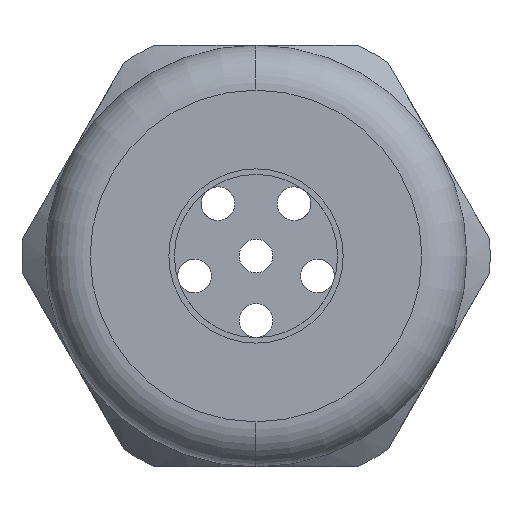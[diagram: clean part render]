
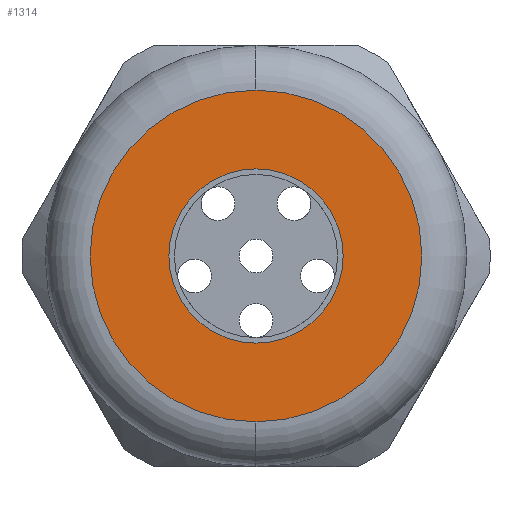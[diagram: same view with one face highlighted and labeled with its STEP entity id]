
A CAD part, left-side view. The second image highlights one B-rep face of the part: STEP entity #1314.
In plain terms, the highlighted planar face has unit normal (-1, 0, 0).
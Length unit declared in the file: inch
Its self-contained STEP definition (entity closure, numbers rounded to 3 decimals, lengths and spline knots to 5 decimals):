
#539 = VERTEX_POINT ( 'NONE', #2793 ) ;
#541 = EDGE_CURVE ( 'NONE', #542, #539, #2792, .T. ) ;
#542 = VERTEX_POINT ( 'NONE', #2787 ) ;
#566 = EDGE_CURVE ( 'NONE', #594, #567, #2798, .T. ) ;
#567 = VERTEX_POINT ( 'NONE', #2794 ) ;
#594 = VERTEX_POINT ( 'NONE', #2872 ) ;
#1241 = EDGE_CURVE ( 'NONE', #567, #594, #4159, .T. ) ;
#1242 = ORIENTED_EDGE ( 'NONE', *, *, #566, .T. ) ;
#1314 = ADVANCED_FACE ( 'NONE', ( #4287, #4286 ), #4285, .T. ) ;
#1315 = EDGE_LOOP ( 'NONE', ( #1316, #1317 ) ) ;
#1316 = ORIENTED_EDGE ( 'NONE', *, *, #541, .T. ) ;
#1317 = ORIENTED_EDGE ( 'NONE', *, *, #1318, .T. ) ;
#1318 = EDGE_CURVE ( 'NONE', #539, #542, #4280, .T. ) ;
#1319 = EDGE_LOOP ( 'NONE', ( #1320, #1242 ) ) ;
#1320 = ORIENTED_EDGE ( 'NONE', *, *, #1241, .T. ) ;
#2787 = CARTESIAN_POINT ( 'NONE',  ( -1.18, 0., 0.295 ) ) ;
#2788 = DIRECTION ( 'NONE',  ( 0., 0., 1. ) ) ;
#2789 = DIRECTION ( 'NONE',  ( -1., 0., 0. ) ) ;
#2790 = CARTESIAN_POINT ( 'NONE',  ( -1.18, 0., 0. ) ) ;
#2791 = AXIS2_PLACEMENT_3D ( 'NONE', #2790, #2789, #2788 ) ;
#2792 = CIRCLE ( 'NONE', #2791, 0.295 ) ;
#2793 = CARTESIAN_POINT ( 'NONE',  ( -1.18, 0., -0.295 ) ) ;
#2794 = CARTESIAN_POINT ( 'NONE',  ( -1.18, 0., -0.155 ) ) ;
#2795 = DIRECTION ( 'NONE',  ( 0., 0., -1. ) ) ;
#2796 = DIRECTION ( 'NONE',  ( 1., 0., 0. ) ) ;
#2797 = AXIS2_PLACEMENT_3D ( 'NONE', #2804, #2796, #2795 ) ;
#2798 = CIRCLE ( 'NONE', #2797, 0.155 ) ;
#2804 = CARTESIAN_POINT ( 'NONE',  ( -1.18, 0., 0. ) ) ;
#2872 = CARTESIAN_POINT ( 'NONE',  ( -1.18, 0., 0.155 ) ) ;
#4155 = DIRECTION ( 'NONE',  ( 0., 0., -1. ) ) ;
#4156 = DIRECTION ( 'NONE',  ( 1., 0., 0. ) ) ;
#4157 = CARTESIAN_POINT ( 'NONE',  ( -1.18, 0., 0. ) ) ;
#4158 = AXIS2_PLACEMENT_3D ( 'NONE', #4157, #4156, #4155 ) ;
#4159 = CIRCLE ( 'NONE', #4158, 0.155 ) ;
#4276 = DIRECTION ( 'NONE',  ( 0., 0., 1. ) ) ;
#4277 = DIRECTION ( 'NONE',  ( -1., 0., 0. ) ) ;
#4278 = CARTESIAN_POINT ( 'NONE',  ( -1.18, 0., 0. ) ) ;
#4279 = AXIS2_PLACEMENT_3D ( 'NONE', #4278, #4277, #4276 ) ;
#4280 = CIRCLE ( 'NONE', #4279, 0.295 ) ;
#4281 = DIRECTION ( 'NONE',  ( 0., 0., 1. ) ) ;
#4282 = DIRECTION ( 'NONE',  ( -1., 0., 0. ) ) ;
#4283 = CARTESIAN_POINT ( 'NONE',  ( -1.18, 0.375, 0. ) ) ;
#4284 = AXIS2_PLACEMENT_3D ( 'NONE', #4283, #4282, #4281 ) ;
#4285 = PLANE ( 'NONE',  #4284 ) ;
#4286 = FACE_BOUND ( 'NONE', #1319, .T. ) ;
#4287 = FACE_OUTER_BOUND ( 'NONE', #1315, .T. ) ;
